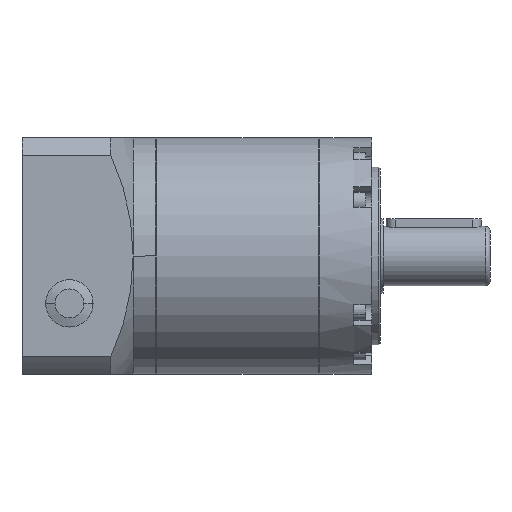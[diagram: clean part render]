
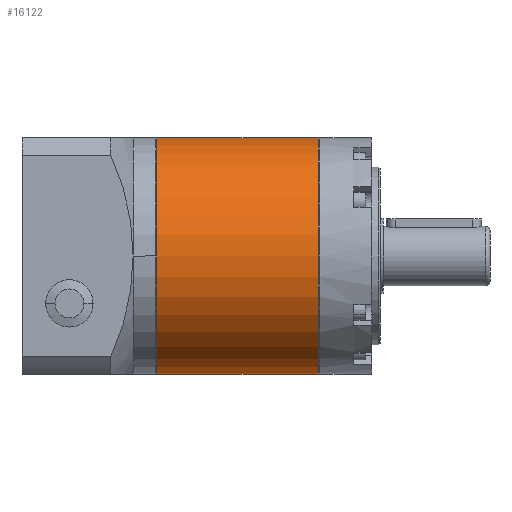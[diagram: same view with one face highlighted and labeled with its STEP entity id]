
A CAD part, front view. The second image highlights one B-rep face of the part: STEP entity #16122.
In plain terms, the highlighted cylindrical face has radius 40 mm (diameter 80 mm), a partial arc.
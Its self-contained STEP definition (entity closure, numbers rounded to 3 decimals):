
#493 = EDGE_CURVE ( 'NONE', #12896, #2361, #9876, .T. ) ;
#728 = CARTESIAN_POINT ( 'NONE',  ( -54.5, 0., 40. ) ) ;
#1060 = EDGE_CURVE ( 'NONE', #2361, #3243, #15517, .T. ) ;
#1811 = DIRECTION ( 'NONE',  ( 1., 0., 0. ) ) ;
#1996 = EDGE_CURVE ( 'NONE', #11903, #3243, #9154, .T. ) ;
#2130 = FACE_OUTER_BOUND ( 'NONE', #8305, .T. ) ;
#2361 = VERTEX_POINT ( 'NONE', #728 ) ;
#2668 = AXIS2_PLACEMENT_3D ( 'NONE', #17050, #12740, #8864 ) ;
#3243 = VERTEX_POINT ( 'NONE', #16363 ) ;
#4192 = AXIS2_PLACEMENT_3D ( 'NONE', #12139, #9507, #10939 ) ;
#4483 = ORIENTED_EDGE ( 'NONE', *, *, #493, .T. ) ;
#4530 = DIRECTION ( 'NONE',  ( 0., 0., -1. ) ) ;
#5475 = CYLINDRICAL_SURFACE ( 'NONE', #2668, 40. ) ;
#6287 = VECTOR ( 'NONE', #9986, 1000. ) ;
#6633 = VECTOR ( 'NONE', #17480, 1000. ) ;
#7620 = CARTESIAN_POINT ( 'NONE',  ( 0., 0., -40. ) ) ;
#8147 = ORIENTED_EDGE ( 'NONE', *, *, #1060, .T. ) ;
#8284 = CARTESIAN_POINT ( 'NONE',  ( 0., 0., 40. ) ) ;
#8305 = EDGE_LOOP ( 'NONE', ( #11751, #16195, #4483, #8147 ) ) ;
#8864 = DIRECTION ( 'NONE',  ( 0., 0., 1. ) ) ;
#9154 = LINE ( 'NONE', #13397, #6633 ) ;
#9507 = DIRECTION ( 'NONE',  ( 1., 0., 0. ) ) ;
#9876 = LINE ( 'NONE', #8284, #6287 ) ;
#9986 = DIRECTION ( 'NONE',  ( -1., 0., 0. ) ) ;
#10939 = DIRECTION ( 'NONE',  ( 0., 0., -1. ) ) ;
#11751 = ORIENTED_EDGE ( 'NONE', *, *, #1996, .F. ) ;
#11903 = VERTEX_POINT ( 'NONE', #7620 ) ;
#12139 = CARTESIAN_POINT ( 'NONE',  ( -54.5, 0., 0. ) ) ;
#12509 = CARTESIAN_POINT ( 'NONE',  ( 0., 0., 0. ) ) ;
#12740 = DIRECTION ( 'NONE',  ( -1., 0., 0. ) ) ;
#12896 = VERTEX_POINT ( 'NONE', #14891 ) ;
#13397 = CARTESIAN_POINT ( 'NONE',  ( 0., 0., -40. ) ) ;
#14164 = AXIS2_PLACEMENT_3D ( 'NONE', #12509, #1811, #4530 ) ;
#14891 = CARTESIAN_POINT ( 'NONE',  ( 0., 0., 40. ) ) ;
#15517 = CIRCLE ( 'NONE', #4192, 40. ) ;
#15975 = EDGE_CURVE ( 'NONE', #12896, #11903, #17402, .T. ) ;
#16122 = ADVANCED_FACE ( 'NONE', ( #2130 ), #5475, .T. ) ;
#16195 = ORIENTED_EDGE ( 'NONE', *, *, #15975, .F. ) ;
#16363 = CARTESIAN_POINT ( 'NONE',  ( -54.5, 0., -40. ) ) ;
#17050 = CARTESIAN_POINT ( 'NONE',  ( 0., 0., 0. ) ) ;
#17402 = CIRCLE ( 'NONE', #14164, 40. ) ;
#17480 = DIRECTION ( 'NONE',  ( -1., 0., 0. ) ) ;
